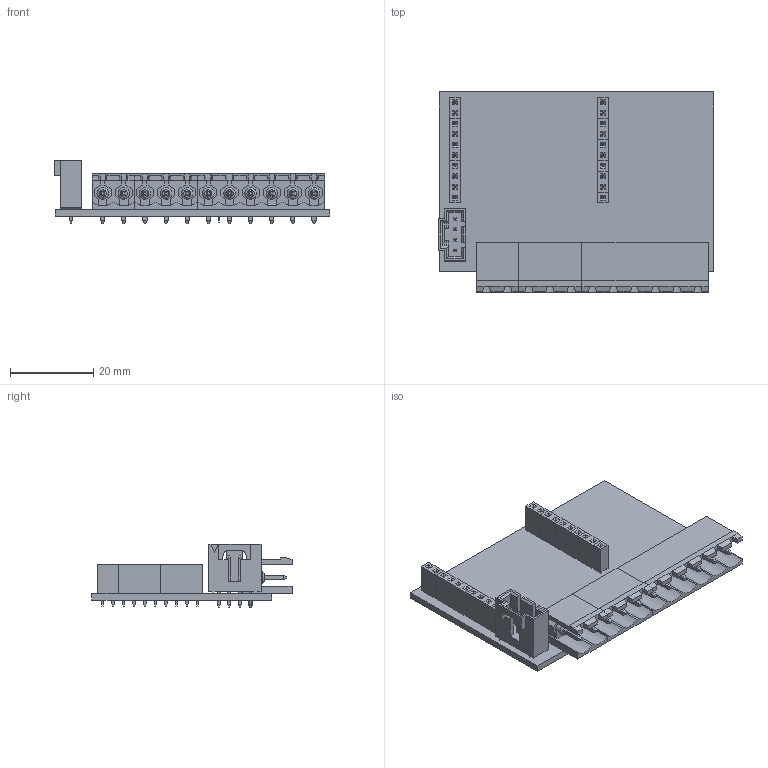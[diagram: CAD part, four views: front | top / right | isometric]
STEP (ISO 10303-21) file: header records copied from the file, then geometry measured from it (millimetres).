
FILE_DESCRIPTION(('KiCad electronic assembly'),'2;1');
FILE_NAME('TMC2660_mount.step','2019-03-27T15:14:22',('An Author'),( 'A Company'),'Open CASCADE STEP processor 6.9', 'KiCad to STEP converter','Unknown');
FILE_SCHEMA(('AUTOMOTIVE_DESIGN { 1 0 10303 214 1 1 1 1 }'));
Length unit declared in the file: millimetre
Products named in the file (16): Open CASCADE STEP translator 6.9 1; Conn_01x04_Latch; COMPOUND; TerminalBlock_bornier-6_P5.08mm; SOLID; TerminalBlock_bornier-3_P5.08mm; TerminalBlock_bornier_2_P5_08mm_fp001; PinSocket_1x04_P2.54mm_Vertical; PinSocket_1x02_P2.54mm_Vertical; PinSocket_1x01_P2.54mm_Vertical
Assembly tree (21 placements, depth 3):
  Open CASCADE STEP translator 6.9 1
    Conn_01x04_Latch
      COMPOUND
    TerminalBlock_bornier-6_P5.08mm
      SOLID
    TerminalBlock_bornier-3_P5.08mm
      SOLID
    TerminalBlock_bornier_2_P5_08mm_fp001
      SOLID
    PinSocket_1x04_P2.54mm_Vertical  x2
      SOLID
    PinSocket_1x02_P2.54mm_Vertical  x5
      SOLID
    PinSocket_1x01_P2.54mm_Vertical  x2
      SOLID
    COMPOUND
Bounding box: 66.28 x 48.1 x 15.32 mm (x, y, z)
Volume: 8021.6 mm3; surface area: 13502 mm2
Topology: 14 solids, 14 shells, 1475 faces, 3831 edges, 2480 vertices
Faces by surface type: plane 1394, cylinder 70, torus 11
Full cylindrical faces by diameter (mm): 0.8 x24, 1 x11, 2.75 x11
Entity records: 71108 total; most frequent: CARTESIAN_POINT 10810, DIRECTION 10152, LINE 7538, VECTOR 7538, ORIENTED_EDGE 5278, PCURVE 5278, DEFINITIONAL_REPRESENTATION 5278, EDGE_CURVE 2639
